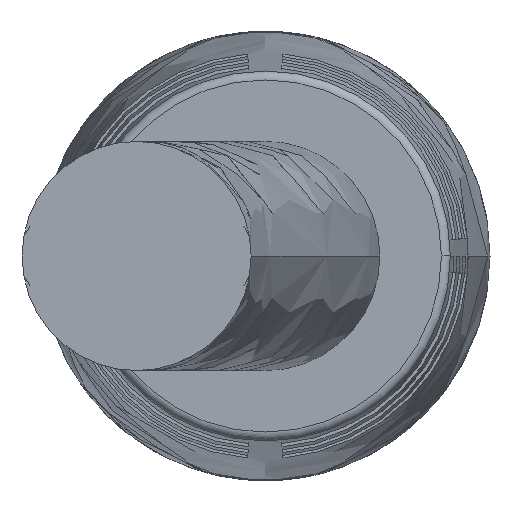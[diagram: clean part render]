
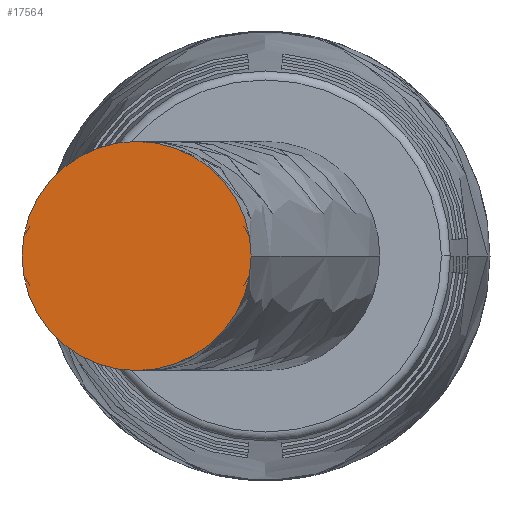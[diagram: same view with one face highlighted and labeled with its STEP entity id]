
A CAD part, front view. The second image highlights one B-rep face of the part: STEP entity #17564.
In plain terms, the highlighted planar face has unit normal (-0.012, -1, 0).
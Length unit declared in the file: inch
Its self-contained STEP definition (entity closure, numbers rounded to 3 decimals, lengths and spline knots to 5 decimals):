
#6873=CARTESIAN_POINT('',(-0.11276,-2.0996,0.));
#6874=DIRECTION('',(-0.012,-1.,0.));
#6875=DIRECTION('',(1.,-0.012,0.));
#6876=AXIS2_PLACEMENT_3D('',#6873,#6874,#6875);
#6878=CARTESIAN_POINT('',(-0.11276,-2.0996,0.));
#6879=DIRECTION('',(-0.012,-1.,0.));
#6880=DIRECTION('',(-1.,0.012,0.));
#6881=AXIS2_PLACEMENT_3D('',#6878,#6879,#6880);
#10645=CARTESIAN_POINT('',(-0.01237,-2.1008,0.));
#10646=CARTESIAN_POINT('',(-0.21314,-2.09839,0.));
#10647=VERTEX_POINT('',#10645);
#10648=VERTEX_POINT('',#10646);
#17555=CARTESIAN_POINT('',(-0.11276,-2.0996,0.));
#17556=DIRECTION('',(-0.012,-1.,0.));
#17557=DIRECTION('',(1.,-0.012,0.));
#17558=AXIS2_PLACEMENT_3D('',#17555,#17556,#17557);
#17559=PLANE('',#17558);
#17560=ORIENTED_EDGE('',*,*,#17549,.F.);
#17561=ORIENTED_EDGE('',*,*,#17418,.F.);
#17562=EDGE_LOOP('',(#17560,#17561));
#17563=FACE_OUTER_BOUND('',#17562,.F.);
#17564=ADVANCED_FACE('',(#17563),#17559,.T.);
#6877=CIRCLE('',#6876,0.10039);
#6882=CIRCLE('',#6881,0.10039);
#17418=EDGE_CURVE('',#10648,#10647,#6882,.T.);
#17549=EDGE_CURVE('',#10647,#10648,#6877,.T.);
